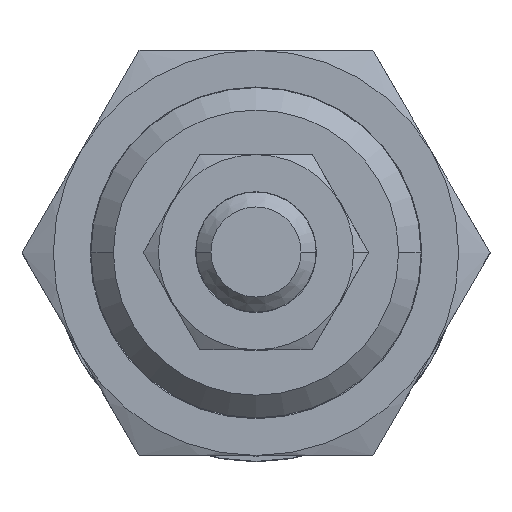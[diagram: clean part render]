
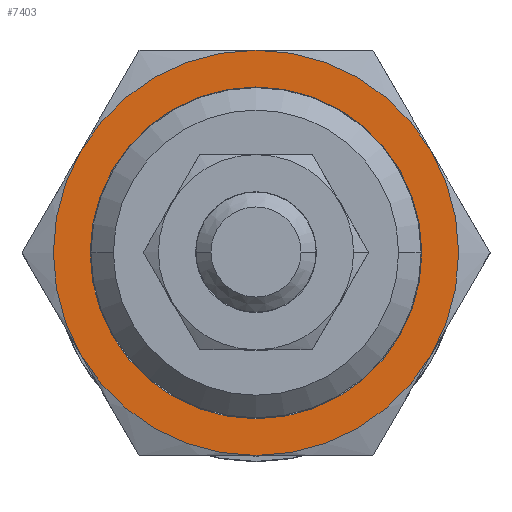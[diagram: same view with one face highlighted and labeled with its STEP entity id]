
A CAD part, top view. The second image highlights one B-rep face of the part: STEP entity #7403.
In plain terms, the highlighted planar face has unit normal (0, 0, 1).
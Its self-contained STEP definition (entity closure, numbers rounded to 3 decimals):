
#105 = ORIENTED_EDGE ( 'NONE', *, *, #10256, .F. ) ;
#355 = AXIS2_PLACEMENT_3D ( 'NONE', #4967, #11442, #8622 ) ;
#433 = DIRECTION ( 'NONE',  ( 0.866, 0.5, 0. ) ) ;
#513 = ORIENTED_EDGE ( 'NONE', *, *, #5461, .T. ) ;
#1171 = VERTEX_POINT ( 'NONE', #8576 ) ;
#1272 = DIRECTION ( 'NONE',  ( 0.866, 0.5, 0. ) ) ;
#1299 = CARTESIAN_POINT ( 'NONE',  ( 0., 0., 239. ) ) ;
#1356 = FACE_BOUND ( 'NONE', #9342, .T. ) ;
#1686 = AXIS2_PLACEMENT_3D ( 'NONE', #4471, #10991, #6390 ) ;
#1689 = ORIENTED_EDGE ( 'NONE', *, *, #8615, .F. ) ;
#1728 = EDGE_CURVE ( 'NONE', #1171, #2210, #11476, .T. ) ;
#1866 = ORIENTED_EDGE ( 'NONE', *, *, #10172, .F. ) ;
#1943 = DIRECTION ( 'NONE',  ( 0., 0., -1. ) ) ;
#1982 = AXIS2_PLACEMENT_3D ( 'NONE', #8109, #11855, #433 ) ;
#2182 = EDGE_CURVE ( 'NONE', #2735, #7968, #3244, .T. ) ;
#2210 = VERTEX_POINT ( 'NONE', #4959 ) ;
#2218 = DIRECTION ( 'NONE',  ( 0.866, 0.5, 0. ) ) ;
#2386 = EDGE_CURVE ( 'NONE', #5348, #2735, #5798, .T. ) ;
#2654 = CIRCLE ( 'NONE', #6971, 13.5 ) ;
#2730 = ORIENTED_EDGE ( 'NONE', *, *, #2386, .F. ) ;
#2735 = VERTEX_POINT ( 'NONE', #4733 ) ;
#3042 = CARTESIAN_POINT ( 'NONE',  ( 11.691, -6.75, 239. ) ) ;
#3052 = CARTESIAN_POINT ( 'NONE',  ( 0., 0., 239. ) ) ;
#3210 = ORIENTED_EDGE ( 'NONE', *, *, #2182, .F. ) ;
#3244 = CIRCLE ( 'NONE', #9533, 13.5 ) ;
#3308 = VERTEX_POINT ( 'NONE', #4404 ) ;
#3827 = CIRCLE ( 'NONE', #1686, 13.5 ) ;
#4018 = AXIS2_PLACEMENT_3D ( 'NONE', #11539, #5074, #4824 ) ;
#4295 = CARTESIAN_POINT ( 'NONE',  ( 0., -13.5, 239. ) ) ;
#4404 = CARTESIAN_POINT ( 'NONE',  ( -9.57, -5.525, 239. ) ) ;
#4471 = CARTESIAN_POINT ( 'NONE',  ( 0., 0., 239. ) ) ;
#4687 = DIRECTION ( 'NONE',  ( 0.866, 0.5, 0. ) ) ;
#4733 = CARTESIAN_POINT ( 'NONE',  ( 11.691, 6.75, 239. ) ) ;
#4824 = DIRECTION ( 'NONE',  ( 0.866, 0.5, 0. ) ) ;
#4959 = CARTESIAN_POINT ( 'NONE',  ( -11.691, 6.75, 239. ) ) ;
#4967 = CARTESIAN_POINT ( 'NONE',  ( 0., 0., 239. ) ) ;
#5074 = DIRECTION ( 'NONE',  ( 0., 0., -1. ) ) ;
#5267 = AXIS2_PLACEMENT_3D ( 'NONE', #3052, #9747, #1272 ) ;
#5348 = VERTEX_POINT ( 'NONE', #7154 ) ;
#5461 = EDGE_CURVE ( 'NONE', #9305, #3308, #10547, .T. ) ;
#5798 = CIRCLE ( 'NONE', #4018, 13.5 ) ;
#5799 = DIRECTION ( 'NONE',  ( 0.866, 0.5, 0. ) ) ;
#5867 = CIRCLE ( 'NONE', #5267, 11.05 ) ;
#5991 = AXIS2_PLACEMENT_3D ( 'NONE', #8565, #1943, #5799 ) ;
#6202 = ORIENTED_EDGE ( 'NONE', *, *, #1728, .F. ) ;
#6390 = DIRECTION ( 'NONE',  ( 0.866, 0.5, 0. ) ) ;
#6548 = DIRECTION ( 'NONE',  ( 0., 0., -1. ) ) ;
#6847 = CARTESIAN_POINT ( 'NONE',  ( 0., 0., 239. ) ) ;
#6971 = AXIS2_PLACEMENT_3D ( 'NONE', #6847, #10586, #8677 ) ;
#7154 = CARTESIAN_POINT ( 'NONE',  ( 0., 13.5, 239. ) ) ;
#7403 = ADVANCED_FACE ( 'NONE', ( #1356, #11798 ), #9031, .F. ) ;
#7868 = DIRECTION ( 'NONE',  ( 0., 0., -1. ) ) ;
#7968 = VERTEX_POINT ( 'NONE', #3042 ) ;
#8109 = CARTESIAN_POINT ( 'NONE',  ( 0., 0., 239. ) ) ;
#8562 = CARTESIAN_POINT ( 'NONE',  ( 0., 0., 239. ) ) ;
#8565 = CARTESIAN_POINT ( 'NONE',  ( 0., 0., 239. ) ) ;
#8576 = CARTESIAN_POINT ( 'NONE',  ( -11.691, -6.75, 239. ) ) ;
#8615 = EDGE_CURVE ( 'NONE', #12035, #1171, #2654, .T. ) ;
#8622 = DIRECTION ( 'NONE',  ( 0.866, 0.5, 0. ) ) ;
#8640 = CARTESIAN_POINT ( 'NONE',  ( 9.57, 5.525, 239. ) ) ;
#8677 = DIRECTION ( 'NONE',  ( 0.866, 0.5, 0. ) ) ;
#9031 = PLANE ( 'NONE',  #1982 ) ;
#9305 = VERTEX_POINT ( 'NONE', #8640 ) ;
#9342 = EDGE_LOOP ( 'NONE', ( #11244, #513 ) ) ;
#9533 = AXIS2_PLACEMENT_3D ( 'NONE', #1299, #7868, #2218 ) ;
#9747 = DIRECTION ( 'NONE',  ( 0., 0., -1. ) ) ;
#10172 = EDGE_CURVE ( 'NONE', #7968, #12035, #3827, .T. ) ;
#10256 = EDGE_CURVE ( 'NONE', #2210, #5348, #11101, .T. ) ;
#10300 = AXIS2_PLACEMENT_3D ( 'NONE', #8562, #6548, #4687 ) ;
#10547 = CIRCLE ( 'NONE', #355, 11.05 ) ;
#10586 = DIRECTION ( 'NONE',  ( 0., 0., -1. ) ) ;
#10746 = EDGE_LOOP ( 'NONE', ( #3210, #2730, #105, #6202, #1689, #1866 ) ) ;
#10991 = DIRECTION ( 'NONE',  ( 0., 0., -1. ) ) ;
#11101 = CIRCLE ( 'NONE', #5991, 13.5 ) ;
#11244 = ORIENTED_EDGE ( 'NONE', *, *, #11549, .T. ) ;
#11442 = DIRECTION ( 'NONE',  ( 0., 0., -1. ) ) ;
#11476 = CIRCLE ( 'NONE', #10300, 13.5 ) ;
#11539 = CARTESIAN_POINT ( 'NONE',  ( 0., 0., 239. ) ) ;
#11549 = EDGE_CURVE ( 'NONE', #3308, #9305, #5867, .T. ) ;
#11798 = FACE_OUTER_BOUND ( 'NONE', #10746, .T. ) ;
#11855 = DIRECTION ( 'NONE',  ( 0., 0., -1. ) ) ;
#12035 = VERTEX_POINT ( 'NONE', #4295 ) ;
